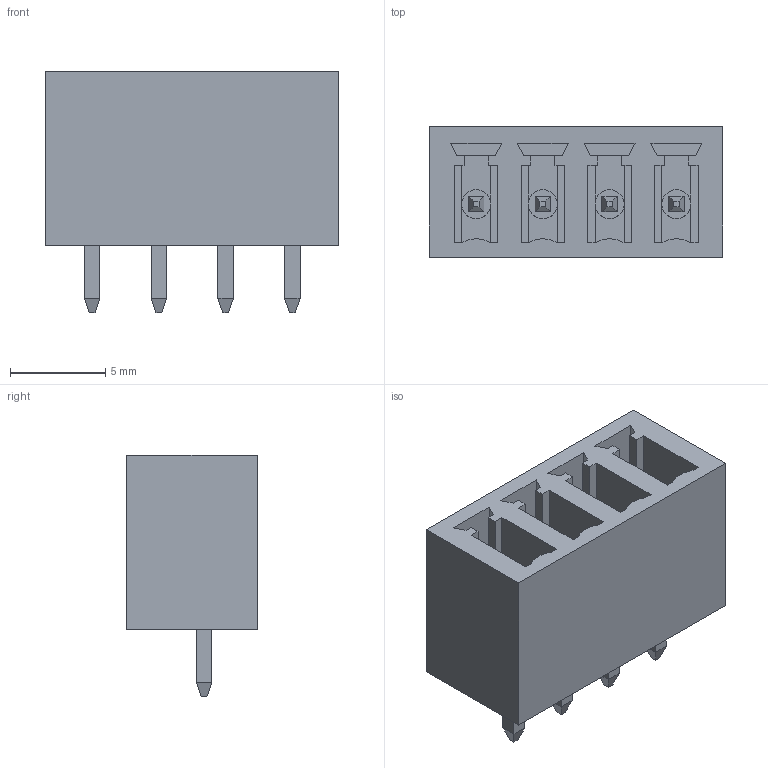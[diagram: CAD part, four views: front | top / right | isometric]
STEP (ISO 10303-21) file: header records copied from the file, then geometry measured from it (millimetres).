
FILE_DESCRIPTION(('STEP AP242'),'1');
FILE_NAME('0395016004.stp','2024-11-28T22:17:37',('TraceParts'),('TraceParts S.A.'),'Spatial InterOp 3D',' ',' ');
FILE_SCHEMA(('AP242_MANAGED_MODEL_BASED_3D_ENGINEERING_MIM_LF {1 0 10303 442 1 1 4}'));
Length unit declared in the file: millimetre
Products named in the file (1): 0395016004_1
Bounding box: 15.39 x 6.86 x 12.7 mm (x, y, z)
Volume: 647.2 mm3; surface area: 1344.3 mm2
Topology: 1 solids, 1 shells, 190 faces, 472 edges, 312 vertices
Faces by surface type: plane 178, cylinder 12
Entity records: 5494 total; most frequent: CARTESIAN_POINT 952, ORIENTED_EDGE 920, DIRECTION 888, EDGE_CURVE 460, LINE 440, VECTOR 440, VERTEX_POINT 288, AXIS2_PLACEMENT_3D 224
